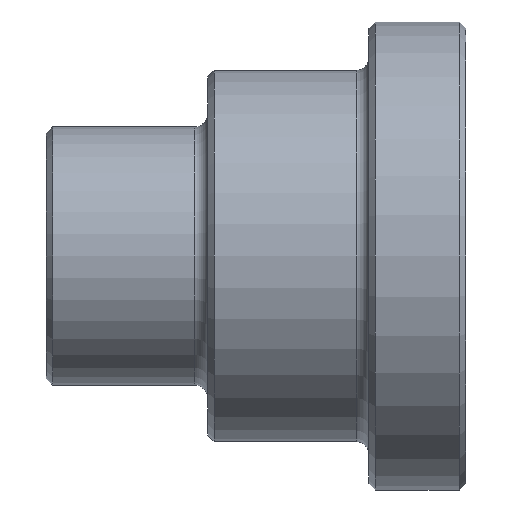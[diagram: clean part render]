
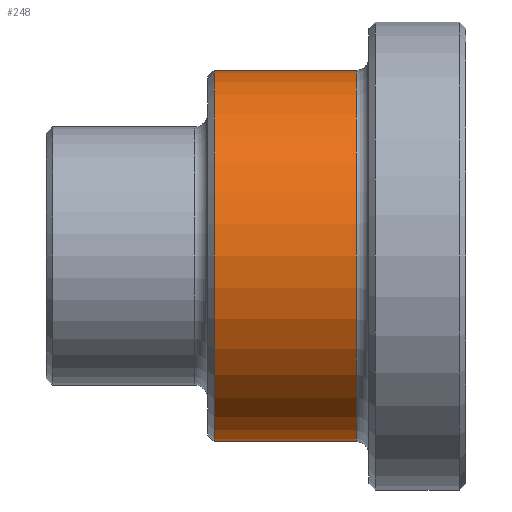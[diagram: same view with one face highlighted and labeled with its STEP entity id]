
A CAD part, front view. The second image highlights one B-rep face of the part: STEP entity #248.
In plain terms, the highlighted cylindrical face has radius 5.75 mm (diameter 11.5 mm), a full revolution.
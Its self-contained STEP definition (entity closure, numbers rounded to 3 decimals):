
#30=LINE('',#443,#40);
#40=VECTOR('',#356,5.75);
#50=CYLINDRICAL_SURFACE('',#295,5.75);
#57=FACE_OUTER_BOUND('',#74,.T.);
#74=EDGE_LOOP('',(#190,#191,#192,#193,#194,#195));
#96=CIRCLE('',#291,5.75);
#99=CIRCLE('',#294,5.75);
#100=CIRCLE('',#296,5.75);
#101=CIRCLE('',#297,5.75);
#120=VERTEX_POINT('',#434);
#121=VERTEX_POINT('',#435);
#123=VERTEX_POINT('',#442);
#124=VERTEX_POINT('',#444);
#145=EDGE_CURVE('',#120,#121,#96,.T.);
#148=EDGE_CURVE('',#121,#120,#99,.T.);
#149=EDGE_CURVE('',#120,#123,#30,.T.);
#150=EDGE_CURVE('',#124,#123,#100,.T.);
#151=EDGE_CURVE('',#123,#124,#101,.T.);
#190=ORIENTED_EDGE('',*,*,#145,.F.);
#191=ORIENTED_EDGE('',*,*,#149,.T.);
#192=ORIENTED_EDGE('',*,*,#150,.F.);
#193=ORIENTED_EDGE('',*,*,#151,.F.);
#194=ORIENTED_EDGE('',*,*,#149,.F.);
#195=ORIENTED_EDGE('',*,*,#148,.F.);
#248=ADVANCED_FACE('',(#57),#50,.T.);
#291=AXIS2_PLACEMENT_3D('',#436,#346,#347);
#294=AXIS2_PLACEMENT_3D('',#440,#352,#353);
#295=AXIS2_PLACEMENT_3D('',#441,#354,#355);
#296=AXIS2_PLACEMENT_3D('',#445,#357,#358);
#297=AXIS2_PLACEMENT_3D('',#446,#359,#360);
#346=DIRECTION('center_axis',(1.,0.,0.));
#347=DIRECTION('ref_axis',(0.,-1.,0.));
#352=DIRECTION('center_axis',(1.,0.,0.));
#353=DIRECTION('ref_axis',(0.,-1.,0.));
#354=DIRECTION('center_axis',(1.,0.,0.));
#355=DIRECTION('ref_axis',(0.,1.,0.));
#356=DIRECTION('',(-1.,0.,0.));
#357=DIRECTION('center_axis',(-1.,0.,0.));
#358=DIRECTION('ref_axis',(0.,-1.,0.));
#359=DIRECTION('center_axis',(-1.,0.,0.));
#360=DIRECTION('ref_axis',(0.,-1.,0.));
#434=CARTESIAN_POINT('',(-3.4,-5.75,0.));
#435=CARTESIAN_POINT('',(-3.4,0.,5.75));
#436=CARTESIAN_POINT('Origin',(-3.4,0.,0.));
#440=CARTESIAN_POINT('Origin',(-3.4,0.,0.));
#441=CARTESIAN_POINT('Origin',(-5.5,0.,0.));
#442=CARTESIAN_POINT('',(-7.8,-5.75,0.));
#443=CARTESIAN_POINT('',(-5.5,-5.75,0.));
#444=CARTESIAN_POINT('',(-7.8,5.75,0.));
#445=CARTESIAN_POINT('Origin',(-7.8,0.,0.));
#446=CARTESIAN_POINT('Origin',(-7.8,0.,0.));
